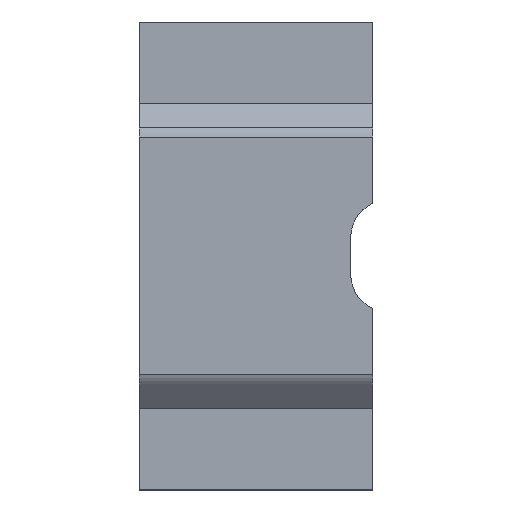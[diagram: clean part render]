
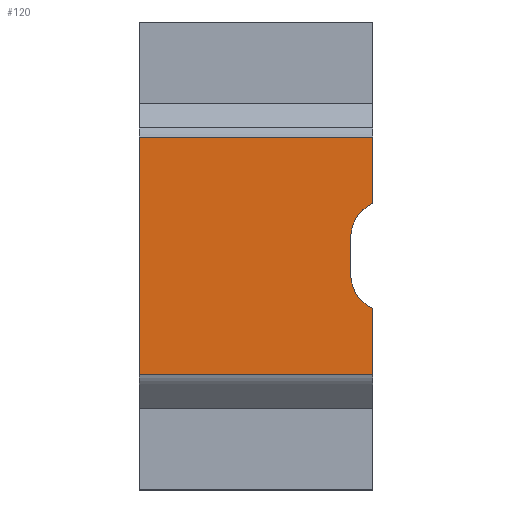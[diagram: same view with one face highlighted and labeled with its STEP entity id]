
A CAD part, top view. The second image highlights one B-rep face of the part: STEP entity #120.
In plain terms, the highlighted planar face has unit normal (0, 0, 1).
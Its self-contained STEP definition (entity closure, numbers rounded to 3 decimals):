
#22 = FACE_OUTER_BOUND ( 'NONE', #74, .T. ) ;
#25 = VECTOR ( 'NONE', #574, 1000. ) ;
#43 = VERTEX_POINT ( 'NONE', #536 ) ;
#53 = VECTOR ( 'NONE', #325, 1000. ) ;
#55 = LINE ( 'NONE', #541, #639 ) ;
#62 = EDGE_CURVE ( 'NONE', #698, #533, #55, .T. ) ;
#74 = EDGE_LOOP ( 'NONE', ( #213, #418, #433, #648, #772, #84, #687, #209 ) ) ;
#84 = ORIENTED_EDGE ( 'NONE', *, *, #625, .T. ) ;
#100 = CARTESIAN_POINT ( 'NONE',  ( 1.575, 1.6, 1.12 ) ) ;
#106 = LINE ( 'NONE', #721, #766 ) ;
#119 = DIRECTION ( 'NONE',  ( -1., 0., 0. ) ) ;
#120 = ADVANCED_FACE ( 'NONE', ( #22 ), #191, .T. ) ;
#138 = EDGE_CURVE ( 'NONE', #282, #698, #564, .T. ) ;
#140 = LINE ( 'NONE', #392, #365 ) ;
#141 = CARTESIAN_POINT ( 'NONE',  ( 1.275, 0., 1.12 ) ) ;
#153 = CARTESIAN_POINT ( 'NONE',  ( 1.575, -0.708, 1.12 ) ) ;
#191 = PLANE ( 'NONE',  #602 ) ;
#198 = EDGE_CURVE ( 'NONE', #43, #282, #223, .T. ) ;
#199 = CARTESIAN_POINT ( 'NONE',  ( 1.275, 0.25, 1.12 ) ) ;
#209 = ORIENTED_EDGE ( 'NONE', *, *, #498, .F. ) ;
#213 = ORIENTED_EDGE ( 'NONE', *, *, #62, .F. ) ;
#222 = VERTEX_POINT ( 'NONE', #682 ) ;
#223 = CIRCLE ( 'NONE', #587, 0.5 ) ;
#227 = VERTEX_POINT ( 'NONE', #199 ) ;
#230 = CARTESIAN_POINT ( 'NONE',  ( -1.575, 1.6, 1.12 ) ) ;
#282 = VERTEX_POINT ( 'NONE', #153 ) ;
#284 = LINE ( 'NONE', #141, #538 ) ;
#300 = VERTEX_POINT ( 'NONE', #230 ) ;
#305 = EDGE_CURVE ( 'NONE', #43, #227, #284, .T. ) ;
#318 = CARTESIAN_POINT ( 'NONE',  ( 0., -1.55, 1.12 ) ) ;
#325 = DIRECTION ( 'NONE',  ( 0., -1., 0. ) ) ;
#330 = DIRECTION ( 'NONE',  ( 0., 0., 1. ) ) ;
#335 = LINE ( 'NONE', #444, #25 ) ;
#364 = EDGE_CURVE ( 'NONE', #222, #227, #479, .T. ) ;
#365 = VECTOR ( 'NONE', #634, 1000. ) ;
#383 = VERTEX_POINT ( 'NONE', #100 ) ;
#392 = CARTESIAN_POINT ( 'NONE',  ( 0., 1.6, 1.12 ) ) ;
#402 = CARTESIAN_POINT ( 'NONE',  ( 1.575, -1.6, 1.12 ) ) ;
#403 = DIRECTION ( 'NONE',  ( 0., 0., 1. ) ) ;
#418 = ORIENTED_EDGE ( 'NONE', *, *, #138, .F. ) ;
#421 = DIRECTION ( 'NONE',  ( 0., 1., 0. ) ) ;
#428 = CARTESIAN_POINT ( 'NONE',  ( -1.575, -1.6, 1.12 ) ) ;
#433 = ORIENTED_EDGE ( 'NONE', *, *, #198, .F. ) ;
#442 = CARTESIAN_POINT ( 'NONE',  ( 1.775, -0.25, 1.12 ) ) ;
#444 = CARTESIAN_POINT ( 'NONE',  ( 1.575, 1.55, 1.12 ) ) ;
#456 = DIRECTION ( 'NONE',  ( 0., 1., 0. ) ) ;
#479 = CIRCLE ( 'NONE', #717, 0.5 ) ;
#498 = EDGE_CURVE ( 'NONE', #533, #300, #106, .T. ) ;
#507 = DIRECTION ( 'NONE',  ( 1., 0., 0. ) ) ;
#533 = VERTEX_POINT ( 'NONE', #428 ) ;
#536 = CARTESIAN_POINT ( 'NONE',  ( 1.275, -0.25, 1.12 ) ) ;
#538 = VECTOR ( 'NONE', #456, 1000. ) ;
#541 = CARTESIAN_POINT ( 'NONE',  ( 0., -1.6, 1.12 ) ) ;
#564 = LINE ( 'NONE', #621, #53 ) ;
#574 = DIRECTION ( 'NONE',  ( 0., 1., 0. ) ) ;
#578 = DIRECTION ( 'NONE',  ( 1., 0., 0. ) ) ;
#587 = AXIS2_PLACEMENT_3D ( 'NONE', #442, #330, #507 ) ;
#602 = AXIS2_PLACEMENT_3D ( 'NONE', #318, #689, #737 ) ;
#610 = EDGE_CURVE ( 'NONE', #383, #300, #140, .T. ) ;
#621 = CARTESIAN_POINT ( 'NONE',  ( 1.575, -1.55, 1.12 ) ) ;
#625 = EDGE_CURVE ( 'NONE', #222, #383, #335, .T. ) ;
#634 = DIRECTION ( 'NONE',  ( -1., 0., 0. ) ) ;
#639 = VECTOR ( 'NONE', #119, 1000. ) ;
#648 = ORIENTED_EDGE ( 'NONE', *, *, #305, .T. ) ;
#682 = CARTESIAN_POINT ( 'NONE',  ( 1.575, 0.708, 1.12 ) ) ;
#687 = ORIENTED_EDGE ( 'NONE', *, *, #610, .T. ) ;
#689 = DIRECTION ( 'NONE',  ( 0., 0., 1. ) ) ;
#692 = CARTESIAN_POINT ( 'NONE',  ( 1.775, 0.25, 1.12 ) ) ;
#698 = VERTEX_POINT ( 'NONE', #402 ) ;
#717 = AXIS2_PLACEMENT_3D ( 'NONE', #692, #403, #578 ) ;
#721 = CARTESIAN_POINT ( 'NONE',  ( -1.575, -1.55, 1.12 ) ) ;
#737 = DIRECTION ( 'NONE',  ( 1., 0., 0. ) ) ;
#766 = VECTOR ( 'NONE', #421, 1000. ) ;
#772 = ORIENTED_EDGE ( 'NONE', *, *, #364, .F. ) ;
